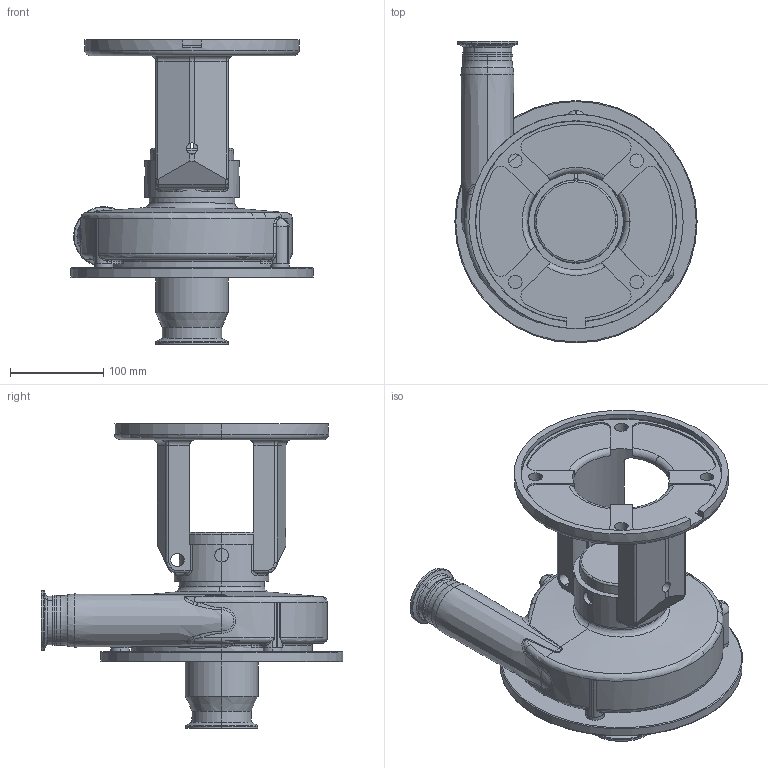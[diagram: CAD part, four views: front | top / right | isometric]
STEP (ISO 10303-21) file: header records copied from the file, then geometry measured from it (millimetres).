
FILE_DESCRIPTION (( 'STEP AP214' ), '1' );
FILE_NAME ('FPR 3531-3532 180-250TC VERT.STEP', '2022-12-21T15:50:05', ( '' ), ( '' ), 'SwSTEP 2.0', 'SolidWorks 2021', '' );
FILE_SCHEMA (( 'AUTOMOTIVE_DESIGN' ));
Length unit declared in the file: millimetre
Products named in the file (1): FPR 3531-3532 180-250TC VERT
Bounding box: 260 x 323.7 x 326.5 mm (x, y, z)
Volume: 3774005.5 mm3; surface area: 456283.2 mm2
Topology: 1 solids, 1 shells, 423 faces, 1083 edges, 650 vertices
Faces by surface type: cylinder 152, torus 84, plane 81, bspline 59, cone 35, sphere 12
Entity records: 18472 total; most frequent: CARTESIAN_POINT 8504, ORIENTED_EDGE 2146, DIRECTION 2107, EDGE_CURVE 1073, AXIS2_PLACEMENT_3D 885, VERTEX_POINT 649, CIRCLE 520, EDGE_LOOP 448
